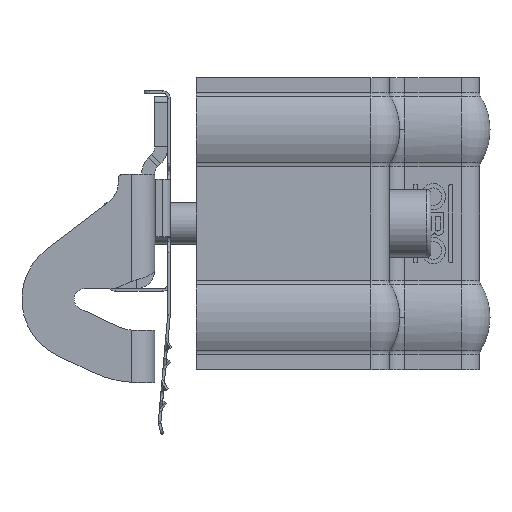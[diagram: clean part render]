
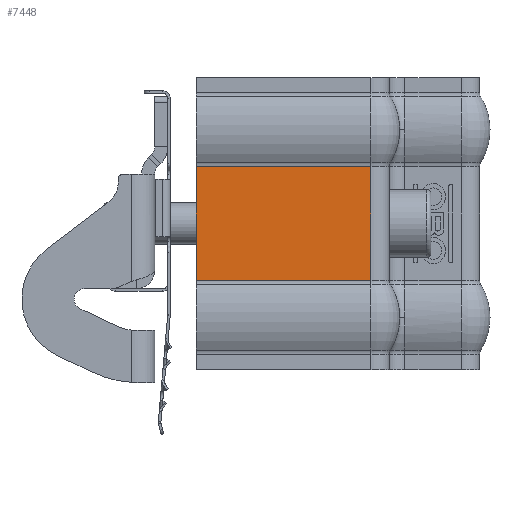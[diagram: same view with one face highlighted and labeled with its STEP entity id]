
A CAD part, left-side view. The second image highlights one B-rep face of the part: STEP entity #7448.
In plain terms, the highlighted face is planar.
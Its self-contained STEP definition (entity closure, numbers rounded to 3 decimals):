
#374 = FACE_OUTER_BOUND ( 'NONE', #3382, .T. ) ;
#591 = VERTEX_POINT ( 'NONE', #7580 ) ;
#1075 = CARTESIAN_POINT ( 'NONE',  ( -10.929, 0., -2. ) ) ;
#1230 = LINE ( 'NONE', #1075, #10375 ) ;
#2939 = ORIENTED_EDGE ( 'NONE', *, *, #15111, .F. ) ;
#3382 = EDGE_LOOP ( 'NONE', ( #10019, #2939, #9050, #7990 ) ) ;
#3460 = DIRECTION ( 'NONE',  ( -1., 0., 0. ) ) ;
#3724 = DIRECTION ( 'NONE',  ( 0., 1., 0. ) ) ;
#3893 = DIRECTION ( 'NONE',  ( 0., 0., -1. ) ) ;
#4136 = CARTESIAN_POINT ( 'NONE',  ( -10.929, 33.5, -2. ) ) ;
#4528 = VECTOR ( 'NONE', #11633, 1000. ) ;
#5148 = CARTESIAN_POINT ( 'NONE',  ( -12., 0., -2. ) ) ;
#5520 = VERTEX_POINT ( 'NONE', #10279 ) ;
#5665 = CARTESIAN_POINT ( 'NONE',  ( 10.929, 0., -2. ) ) ;
#5857 = DIRECTION ( 'NONE',  ( 0., 1., 0. ) ) ;
#6793 = EDGE_CURVE ( 'NONE', #9468, #5520, #12812, .T. ) ;
#6886 = CARTESIAN_POINT ( 'NONE',  ( -12., 0., -2. ) ) ;
#7448 = ADVANCED_FACE ( 'NONE', ( #374 ), #9844, .T. ) ;
#7580 = CARTESIAN_POINT ( 'NONE',  ( 10.929, 33.5, -2. ) ) ;
#7990 = ORIENTED_EDGE ( 'NONE', *, *, #6793, .T. ) ;
#8686 = DIRECTION ( 'NONE',  ( -1., 0., 0. ) ) ;
#8897 = EDGE_CURVE ( 'NONE', #5520, #12386, #1230, .T. ) ;
#9050 = ORIENTED_EDGE ( 'NONE', *, *, #11574, .F. ) ;
#9283 = AXIS2_PLACEMENT_3D ( 'NONE', #5148, #3893, #8686 ) ;
#9468 = VERTEX_POINT ( 'NONE', #5665 ) ;
#9479 = CARTESIAN_POINT ( 'NONE',  ( 0., 33.5, -2. ) ) ;
#9686 = VECTOR ( 'NONE', #3724, 1000. ) ;
#9844 = PLANE ( 'NONE',  #9283 ) ;
#10019 = ORIENTED_EDGE ( 'NONE', *, *, #8897, .T. ) ;
#10279 = CARTESIAN_POINT ( 'NONE',  ( -10.929, 0., -2. ) ) ;
#10375 = VECTOR ( 'NONE', #5857, 1000. ) ;
#10770 = CARTESIAN_POINT ( 'NONE',  ( 10.929, 0., -2. ) ) ;
#11574 = EDGE_CURVE ( 'NONE', #9468, #591, #14426, .T. ) ;
#11633 = DIRECTION ( 'NONE',  ( -1., 0., 0. ) ) ;
#11827 = LINE ( 'NONE', #9479, #15306 ) ;
#12386 = VERTEX_POINT ( 'NONE', #4136 ) ;
#12812 = LINE ( 'NONE', #6886, #4528 ) ;
#14426 = LINE ( 'NONE', #10770, #9686 ) ;
#15111 = EDGE_CURVE ( 'NONE', #591, #12386, #11827, .T. ) ;
#15306 = VECTOR ( 'NONE', #3460, 1000. ) ;
